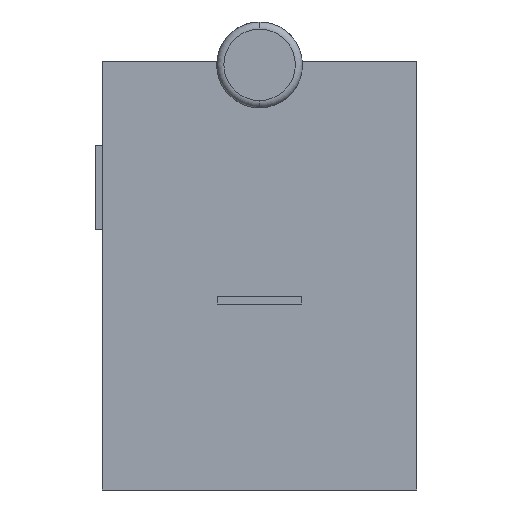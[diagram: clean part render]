
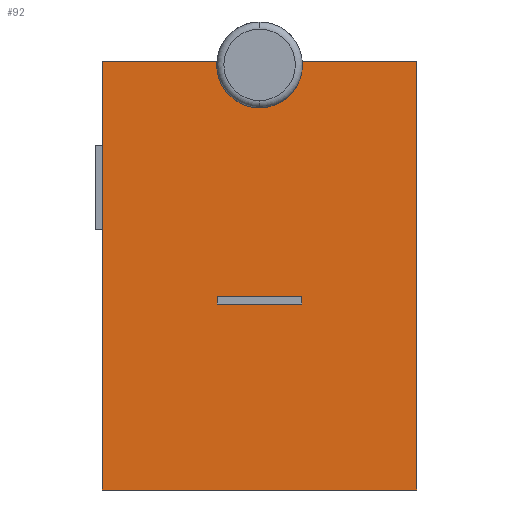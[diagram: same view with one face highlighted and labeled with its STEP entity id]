
A CAD part, front view. The second image highlights one B-rep face of the part: STEP entity #92.
In plain terms, the highlighted planar face has unit normal (0, -1, 0).
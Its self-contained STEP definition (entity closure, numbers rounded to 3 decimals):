
#92 = ADVANCED_FACE ( 'NONE', ( #713, #712 ), #757, .F. ) ;
#93 = EDGE_LOOP ( 'NONE', ( #94, #98, #101, #106 ) ) ;
#94 = ORIENTED_EDGE ( 'NONE', *, *, #95, .F. ) ;
#95 = EDGE_CURVE ( 'NONE', #96, #97, #756, .T. ) ;
#96 = VERTEX_POINT ( 'NONE', #748 ) ;
#97 = VERTEX_POINT ( 'NONE', #747 ) ;
#98 = ORIENTED_EDGE ( 'NONE', *, *, #99, .F. ) ;
#99 = EDGE_CURVE ( 'NONE', #100, #96, #746, .T. ) ;
#100 = VERTEX_POINT ( 'NONE', #742 ) ;
#101 = ORIENTED_EDGE ( 'NONE', *, *, #102, .F. ) ;
#102 = EDGE_CURVE ( 'NONE', #105, #100, #791, .T. ) ;
#105 = VERTEX_POINT ( 'NONE', #787 ) ;
#106 = ORIENTED_EDGE ( 'NONE', *, *, #107, .F. ) ;
#107 = EDGE_CURVE ( 'NONE', #97, #105, #786, .T. ) ;
#108 = EDGE_LOOP ( 'NONE', ( #109, #113, #205, #125, #128, #130, #131, #192, #175 ) ) ;
#109 = ORIENTED_EDGE ( 'NONE', *, *, #110, .F. ) ;
#110 = EDGE_CURVE ( 'NONE', #111, #112, #782, .T. ) ;
#111 = VERTEX_POINT ( 'NONE', #778 ) ;
#112 = VERTEX_POINT ( 'NONE', #777 ) ;
#113 = ORIENTED_EDGE ( 'NONE', *, *, #114, .T. ) ;
#114 = EDGE_CURVE ( 'NONE', #111, #115, #776, .T. ) ;
#115 = VERTEX_POINT ( 'NONE', #772 ) ;
#123 = EDGE_CURVE ( 'NONE', #115, #124, #822, .T. ) ;
#124 = VERTEX_POINT ( 'NONE', #814 ) ;
#125 = ORIENTED_EDGE ( 'NONE', *, *, #126, .F. ) ;
#126 = EDGE_CURVE ( 'NONE', #127, #124, #813, .T. ) ;
#127 = VERTEX_POINT ( 'NONE', #809 ) ;
#128 = ORIENTED_EDGE ( 'NONE', *, *, #129, .F. ) ;
#129 = EDGE_CURVE ( 'NONE', #469, #127, #808, .T. ) ;
#130 = ORIENTED_EDGE ( 'NONE', *, *, #468, .F. ) ;
#131 = ORIENTED_EDGE ( 'NONE', *, *, #190, .F. ) ;
#175 = ORIENTED_EDGE ( 'NONE', *, *, #176, .T. ) ;
#176 = EDGE_CURVE ( 'NONE', #194, #112, #959, .T. ) ;
#190 = EDGE_CURVE ( 'NONE', #191, #466, #979, .T. ) ;
#191 = VERTEX_POINT ( 'NONE', #974 ) ;
#192 = ORIENTED_EDGE ( 'NONE', *, *, #193, .F. ) ;
#193 = EDGE_CURVE ( 'NONE', #194, #191, #973, .T. ) ;
#194 = VERTEX_POINT ( 'NONE', #969 ) ;
#205 = ORIENTED_EDGE ( 'NONE', *, *, #123, .T. ) ;
#466 = VERTEX_POINT ( 'NONE', #1668 ) ;
#468 = EDGE_CURVE ( 'NONE', #466, #469, #1667, .T. ) ;
#469 = VERTEX_POINT ( 'NONE', #1662 ) ;
#712 = FACE_OUTER_BOUND ( 'NONE', #108, .T. ) ;
#713 = FACE_BOUND ( 'NONE', #93, .T. ) ;
#742 = CARTESIAN_POINT ( 'NONE',  ( -1.18, -6.2, 5.206 ) ) ;
#743 = DIRECTION ( 'NONE',  ( 1., 0., 0. ) ) ;
#744 = VECTOR ( 'NONE', #743, 1000. ) ;
#745 = CARTESIAN_POINT ( 'NONE',  ( -1.18, -6.2, 5.206 ) ) ;
#746 = LINE ( 'NONE', #745, #744 ) ;
#747 = CARTESIAN_POINT ( 'NONE',  ( 1.18, -6.2, 5.406 ) ) ;
#748 = CARTESIAN_POINT ( 'NONE',  ( 1.18, -6.2, 5.206 ) ) ;
#749 = DIRECTION ( 'NONE',  ( 0., 0., 1. ) ) ;
#750 = VECTOR ( 'NONE', #749, 1000. ) ;
#751 = CARTESIAN_POINT ( 'NONE',  ( 1.18, -6.2, 5.406 ) ) ;
#752 = DIRECTION ( 'NONE',  ( 0., 0., 1. ) ) ;
#753 = DIRECTION ( 'NONE',  ( 0., 1., 0. ) ) ;
#754 = CARTESIAN_POINT ( 'NONE',  ( -4.4, -6.2, 3. ) ) ;
#755 = AXIS2_PLACEMENT_3D ( 'NONE', #754, #753, #752 ) ;
#756 = LINE ( 'NONE', #751, #750 ) ;
#757 = PLANE ( 'NONE',  #755 ) ;
#772 = CARTESIAN_POINT ( 'NONE',  ( -4.4, -6.2, 0. ) ) ;
#773 = DIRECTION ( 'NONE',  ( 0., 0., -1. ) ) ;
#774 = VECTOR ( 'NONE', #773, 1000. ) ;
#775 = CARTESIAN_POINT ( 'NONE',  ( -4.4, -6.2, 3. ) ) ;
#776 = LINE ( 'NONE', #775, #774 ) ;
#777 = CARTESIAN_POINT ( 'NONE',  ( -4.4, -6.2, 9.64 ) ) ;
#778 = CARTESIAN_POINT ( 'NONE',  ( -4.4, -6.2, 7.28 ) ) ;
#779 = DIRECTION ( 'NONE',  ( 0., 0., 1. ) ) ;
#780 = VECTOR ( 'NONE', #779, 1000. ) ;
#781 = CARTESIAN_POINT ( 'NONE',  ( -4.4, -6.2, 7.28 ) ) ;
#782 = LINE ( 'NONE', #781, #780 ) ;
#783 = DIRECTION ( 'NONE',  ( -1., 0., 0. ) ) ;
#784 = VECTOR ( 'NONE', #783, 1000. ) ;
#785 = CARTESIAN_POINT ( 'NONE',  ( -1.18, -6.2, 5.406 ) ) ;
#786 = LINE ( 'NONE', #785, #784 ) ;
#787 = CARTESIAN_POINT ( 'NONE',  ( -1.18, -6.2, 5.406 ) ) ;
#788 = DIRECTION ( 'NONE',  ( 0., 0., -1. ) ) ;
#789 = VECTOR ( 'NONE', #788, 1000. ) ;
#790 = CARTESIAN_POINT ( 'NONE',  ( -1.18, -6.2, 5.406 ) ) ;
#791 = LINE ( 'NONE', #790, #789 ) ;
#805 = DIRECTION ( 'NONE',  ( 1., 0., 0. ) ) ;
#806 = VECTOR ( 'NONE', #805, 1000. ) ;
#807 = CARTESIAN_POINT ( 'NONE',  ( -4.4, -6.2, 12. ) ) ;
#808 = LINE ( 'NONE', #807, #806 ) ;
#809 = CARTESIAN_POINT ( 'NONE',  ( 4.4, -6.2, 12. ) ) ;
#810 = DIRECTION ( 'NONE',  ( 0., 0., -1. ) ) ;
#811 = VECTOR ( 'NONE', #810, 1000. ) ;
#812 = CARTESIAN_POINT ( 'NONE',  ( 4.4, -6.2, 3. ) ) ;
#813 = LINE ( 'NONE', #812, #811 ) ;
#814 = CARTESIAN_POINT ( 'NONE',  ( 4.4, -6.2, 0. ) ) ;
#815 = DIRECTION ( 'NONE',  ( 1., 0., 0. ) ) ;
#816 = VECTOR ( 'NONE', #815, 1000. ) ;
#817 = CARTESIAN_POINT ( 'NONE',  ( -4.4, -6.2, 0. ) ) ;
#822 = LINE ( 'NONE', #817, #816 ) ;
#955 = DIRECTION ( 'NONE',  ( 0., 0., -1. ) ) ;
#956 = VECTOR ( 'NONE', #955, 1000. ) ;
#957 = CARTESIAN_POINT ( 'NONE',  ( -4.4, -6.2, 3. ) ) ;
#959 = LINE ( 'NONE', #957, #956 ) ;
#969 = CARTESIAN_POINT ( 'NONE',  ( -4.4, -6.2, 12. ) ) ;
#970 = DIRECTION ( 'NONE',  ( 1., 0., 0. ) ) ;
#971 = VECTOR ( 'NONE', #970, 1000. ) ;
#972 = CARTESIAN_POINT ( 'NONE',  ( -4.4, -6.2, 12. ) ) ;
#973 = LINE ( 'NONE', #972, #971 ) ;
#974 = CARTESIAN_POINT ( 'NONE',  ( -1.196, -6.2, 12. ) ) ;
#975 = DIRECTION ( 'NONE',  ( 0., 0., -1. ) ) ;
#976 = DIRECTION ( 'NONE',  ( 0., -1., 0. ) ) ;
#977 = CARTESIAN_POINT ( 'NONE',  ( 0., -6.2, 11.9 ) ) ;
#978 = AXIS2_PLACEMENT_3D ( 'NONE', #977, #976, #975 ) ;
#979 = CIRCLE ( 'NONE', #978, 1.2 ) ;
#1662 = CARTESIAN_POINT ( 'NONE',  ( 1.196, -6.2, 12. ) ) ;
#1663 = DIRECTION ( 'NONE',  ( 0., 0., -1. ) ) ;
#1664 = DIRECTION ( 'NONE',  ( 0., -1., 0. ) ) ;
#1665 = CARTESIAN_POINT ( 'NONE',  ( 0., -6.2, 11.9 ) ) ;
#1666 = AXIS2_PLACEMENT_3D ( 'NONE', #1665, #1664, #1663 ) ;
#1667 = CIRCLE ( 'NONE', #1666, 1.2 ) ;
#1668 = CARTESIAN_POINT ( 'NONE',  ( 0., -6.2, 10.7 ) ) ;
